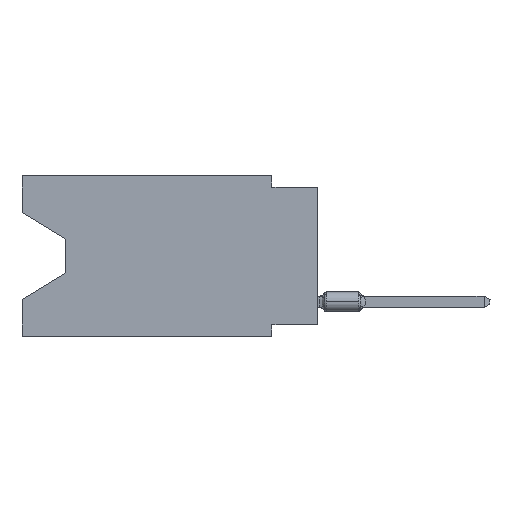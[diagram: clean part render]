
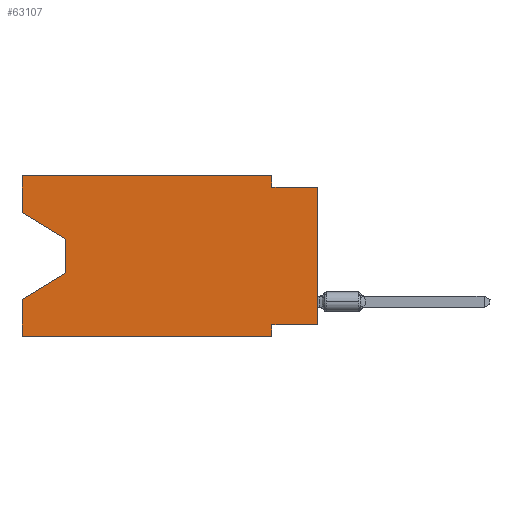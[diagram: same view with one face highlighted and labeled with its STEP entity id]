
A CAD part, left-side view. The second image highlights one B-rep face of the part: STEP entity #63107.
In plain terms, the highlighted planar face has unit normal (-1, 0, 0).
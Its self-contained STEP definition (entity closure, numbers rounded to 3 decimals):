
#1092 = CARTESIAN_POINT ( 'NONE',  ( 0., 2.54, -0.635 ) ) ;
#2779 = VECTOR ( 'NONE', #58132, 1000. ) ;
#3268 = VERTEX_POINT ( 'NONE', #60559 ) ;
#3967 = VERTEX_POINT ( 'NONE', #41198 ) ;
#4098 = VECTOR ( 'NONE', #55328, 1000. ) ;
#4939 = CARTESIAN_POINT ( 'NONE',  ( 0., 16.383, 0. ) ) ;
#4990 = VECTOR ( 'NONE', #40644, 1000. ) ;
#5247 = EDGE_CURVE ( 'NONE', #57476, #59909, #44269, .T. ) ;
#5421 = CARTESIAN_POINT ( 'NONE',  ( 0., 13.97, -5.385 ) ) ;
#7108 = CARTESIAN_POINT ( 'NONE',  ( 0., 0., -0.635 ) ) ;
#7792 = DIRECTION ( 'NONE',  ( 0., 0., -1. ) ) ;
#8136 = ORIENTED_EDGE ( 'NONE', *, *, #8813, .T. ) ;
#8576 = VERTEX_POINT ( 'NONE', #36835 ) ;
#8813 = EDGE_CURVE ( 'NONE', #26937, #10629, #35450, .T. ) ;
#8987 = ORIENTED_EDGE ( 'NONE', *, *, #52489, .F. ) ;
#10038 = LINE ( 'NONE', #30640, #34038 ) ;
#10569 = DIRECTION ( 'NONE',  ( 0., 0., 1. ) ) ;
#10629 = VERTEX_POINT ( 'NONE', #7108 ) ;
#10674 = DIRECTION ( 'NONE',  ( 0., 0., 1. ) ) ;
#11809 = DIRECTION ( 'NONE',  ( 0., 0., -1. ) ) ;
#12053 = LINE ( 'NONE', #52052, #20468 ) ;
#12381 = CARTESIAN_POINT ( 'NONE',  ( 0., 0., -8.255 ) ) ;
#13171 = DIRECTION ( 'NONE',  ( 0., -1., 0. ) ) ;
#14462 = VECTOR ( 'NONE', #13171, 1000. ) ;
#15183 = EDGE_LOOP ( 'NONE', ( #51717, #29008, #31058, #25190, #44084, #55858, #59714, #8136, #63684, #8987, #40397, #39505 ) ) ;
#15748 = CARTESIAN_POINT ( 'NONE',  ( 0., 16.383, -8.89 ) ) ;
#16545 = DIRECTION ( 'NONE',  ( 0., 0.855, -0.519 ) ) ;
#17045 = PLANE ( 'NONE',  #55520 ) ;
#17437 = DIRECTION ( 'NONE',  ( 0., 0., -1. ) ) ;
#17763 = CARTESIAN_POINT ( 'NONE',  ( 0., 2.54, 0. ) ) ;
#20468 = VECTOR ( 'NONE', #7792, 1000. ) ;
#21480 = CARTESIAN_POINT ( 'NONE',  ( 0., 13.97, -5.385 ) ) ;
#21630 = LINE ( 'NONE', #26541, #30853 ) ;
#22160 = CARTESIAN_POINT ( 'NONE',  ( 0., 2.54, 0. ) ) ;
#23643 = LINE ( 'NONE', #38720, #52997 ) ;
#25190 = ORIENTED_EDGE ( 'NONE', *, *, #44638, .F. ) ;
#26541 = CARTESIAN_POINT ( 'NONE',  ( 0., 13.97, -3.505 ) ) ;
#26937 = VERTEX_POINT ( 'NONE', #12381 ) ;
#27503 = DIRECTION ( 'NONE',  ( 1., 0., 0. ) ) ;
#27628 = VERTEX_POINT ( 'NONE', #1092 ) ;
#29008 = ORIENTED_EDGE ( 'NONE', *, *, #43066, .T. ) ;
#30640 = CARTESIAN_POINT ( 'NONE',  ( 0., 16.383, 0. ) ) ;
#30853 = VECTOR ( 'NONE', #61632, 1000. ) ;
#31058 = ORIENTED_EDGE ( 'NONE', *, *, #50916, .T. ) ;
#31505 = VERTEX_POINT ( 'NONE', #37032 ) ;
#32518 = LINE ( 'NONE', #58410, #14462 ) ;
#33176 = CARTESIAN_POINT ( 'NONE',  ( 0., 13.97, -3.505 ) ) ;
#33588 = VECTOR ( 'NONE', #16545, 1000. ) ;
#34038 = VECTOR ( 'NONE', #10674, 1000. ) ;
#35309 = CARTESIAN_POINT ( 'NONE',  ( 0., 16.383, 0. ) ) ;
#35450 = LINE ( 'NONE', #56126, #47010 ) ;
#36071 = EDGE_CURVE ( 'NONE', #45836, #53877, #23643, .T. ) ;
#36835 = CARTESIAN_POINT ( 'NONE',  ( 0., 2.54, -8.89 ) ) ;
#37032 = CARTESIAN_POINT ( 'NONE',  ( 0., 16.383, -8.89 ) ) ;
#37921 = EDGE_CURVE ( 'NONE', #27628, #10629, #32518, .T. ) ;
#38116 = CARTESIAN_POINT ( 'NONE',  ( 0., 0., -8.255 ) ) ;
#38720 = CARTESIAN_POINT ( 'NONE',  ( 0., 16.383, -2.038 ) ) ;
#38888 = EDGE_CURVE ( 'NONE', #31505, #8576, #60646, .T. ) ;
#39199 = VECTOR ( 'NONE', #59986, 1000. ) ;
#39505 = ORIENTED_EDGE ( 'NONE', *, *, #62114, .F. ) ;
#39920 = VERTEX_POINT ( 'NONE', #21480 ) ;
#40397 = ORIENTED_EDGE ( 'NONE', *, *, #5247, .F. ) ;
#40644 = DIRECTION ( 'NONE',  ( 0., -1., 0. ) ) ;
#41198 = CARTESIAN_POINT ( 'NONE',  ( 0., 16.383, -6.852 ) ) ;
#43066 = EDGE_CURVE ( 'NONE', #53877, #39920, #21630, .T. ) ;
#43661 = EDGE_CURVE ( 'NONE', #3268, #8576, #12053, .T. ) ;
#44084 = ORIENTED_EDGE ( 'NONE', *, *, #38888, .T. ) ;
#44269 = LINE ( 'NONE', #4939, #39199 ) ;
#44638 = EDGE_CURVE ( 'NONE', #31505, #3967, #10038, .T. ) ;
#44969 = CARTESIAN_POINT ( 'NONE',  ( 0., 16.383, 0. ) ) ;
#45174 = LINE ( 'NONE', #35309, #4098 ) ;
#45836 = VERTEX_POINT ( 'NONE', #51037 ) ;
#46466 = EDGE_CURVE ( 'NONE', #26937, #3268, #47646, .T. ) ;
#47010 = VECTOR ( 'NONE', #10569, 1000. ) ;
#47646 = LINE ( 'NONE', #38116, #2779 ) ;
#50916 = EDGE_CURVE ( 'NONE', #39920, #3967, #55235, .T. ) ;
#51037 = CARTESIAN_POINT ( 'NONE',  ( 0., 16.383, -2.038 ) ) ;
#51717 = ORIENTED_EDGE ( 'NONE', *, *, #36071, .T. ) ;
#52052 = CARTESIAN_POINT ( 'NONE',  ( 0., 2.54, -8.89 ) ) ;
#52489 = EDGE_CURVE ( 'NONE', #59909, #27628, #61400, .T. ) ;
#52591 = VECTOR ( 'NONE', #17437, 1000. ) ;
#52997 = VECTOR ( 'NONE', #53514, 1000. ) ;
#53514 = DIRECTION ( 'NONE',  ( 0., -0.855, -0.519 ) ) ;
#53877 = VERTEX_POINT ( 'NONE', #33176 ) ;
#55235 = LINE ( 'NONE', #5421, #33588 ) ;
#55328 = DIRECTION ( 'NONE',  ( 0., 0., 1. ) ) ;
#55520 = AXIS2_PLACEMENT_3D ( 'NONE', #61630, #27503, #11809 ) ;
#55858 = ORIENTED_EDGE ( 'NONE', *, *, #43661, .F. ) ;
#56126 = CARTESIAN_POINT ( 'NONE',  ( 0., 0., 0. ) ) ;
#57476 = VERTEX_POINT ( 'NONE', #44969 ) ;
#58132 = DIRECTION ( 'NONE',  ( 0., 1., 0. ) ) ;
#58410 = CARTESIAN_POINT ( 'NONE',  ( 0., 0., -0.635 ) ) ;
#59714 = ORIENTED_EDGE ( 'NONE', *, *, #46466, .F. ) ;
#59909 = VERTEX_POINT ( 'NONE', #22160 ) ;
#59986 = DIRECTION ( 'NONE',  ( 0., -1., 0. ) ) ;
#60559 = CARTESIAN_POINT ( 'NONE',  ( 0., 2.54, -8.255 ) ) ;
#60646 = LINE ( 'NONE', #15748, #4990 ) ;
#61400 = LINE ( 'NONE', #17763, #52591 ) ;
#61630 = CARTESIAN_POINT ( 'NONE',  ( 0., 16.383, 0. ) ) ;
#61632 = DIRECTION ( 'NONE',  ( 0., 0., -1. ) ) ;
#61958 = FACE_OUTER_BOUND ( 'NONE', #15183, .T. ) ;
#62114 = EDGE_CURVE ( 'NONE', #45836, #57476, #45174, .T. ) ;
#63107 = ADVANCED_FACE ( 'NONE', ( #61958 ), #17045, .F. ) ;
#63684 = ORIENTED_EDGE ( 'NONE', *, *, #37921, .F. ) ;
